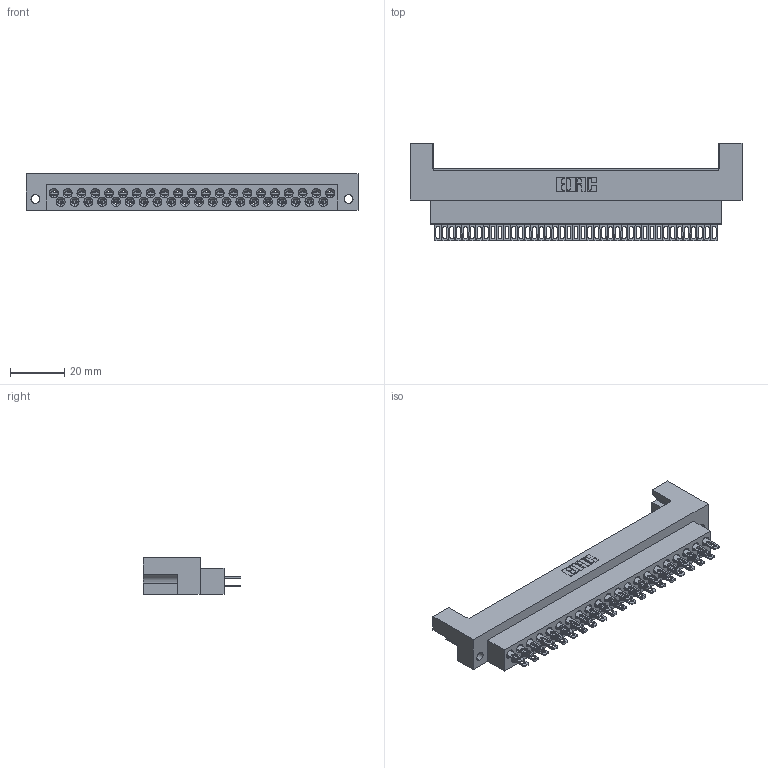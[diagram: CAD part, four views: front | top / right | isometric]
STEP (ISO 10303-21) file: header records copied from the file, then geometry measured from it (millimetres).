
FILE_DESCRIPTION (( 'STEP AP203' ), '1' );
FILE_NAME ('415-041-500-222.STEP', '2020-03-12T19:48:40', ( '' ), ( '' ), 'SwSTEP 2.0', 'SolidWorks 2016', '' );
FILE_SCHEMA (( 'CONFIG_CONTROL_DESIGN' ));
Length unit declared in the file: millimetre
Products named in the file (3): 415-041-500-222; 415-210-001_415-210-041-222; 516-290-001_500
Assembly tree (42 placements, depth 2):
  415-041-500-222
    415-210-001_415-210-041-222
    516-290-001_500  x41
Bounding box: 122.07 x 36 x 13.49 mm (x, y, z)
Volume: 20995.4 mm3; surface area: 27217 mm2
Topology: 42 solids, 42 shells, 4342 faces, 12664 edges, 8373 vertices
Faces by surface type: plane 2716, cylinder 1235, bspline 268, cone 123
Entity records: 46447 total; most frequent: CARTESIAN_POINT 10591, ORIENTED_EDGE 7728, DIRECTION 6523, EDGE_CURVE 3864, LINE 2703, VECTOR 2703, VERTEX_POINT 2533, AXIS2_PLACEMENT_3D 1910
